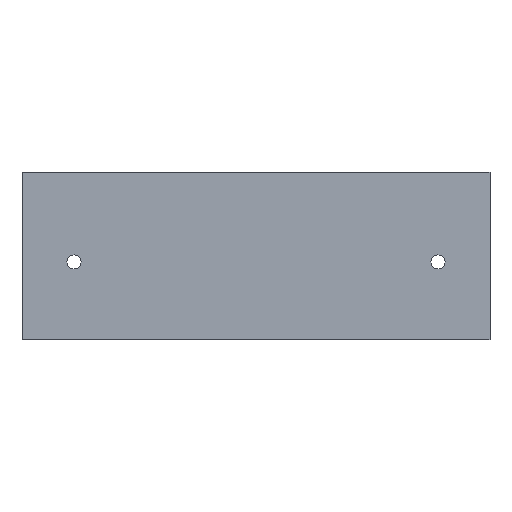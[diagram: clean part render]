
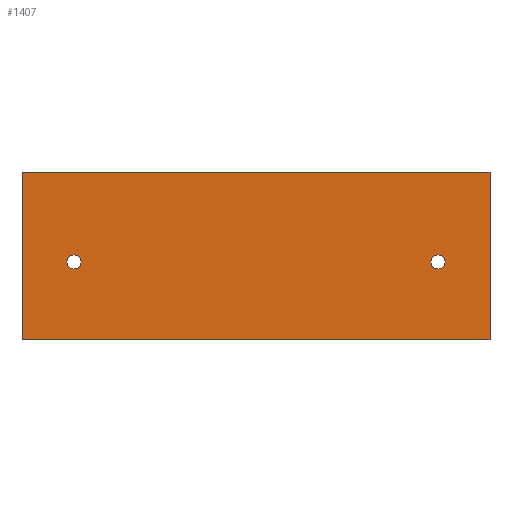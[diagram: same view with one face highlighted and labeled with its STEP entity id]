
A CAD part, front view. The second image highlights one B-rep face of the part: STEP entity #1407.
In plain terms, the highlighted planar face has unit normal (0, -1, 0).
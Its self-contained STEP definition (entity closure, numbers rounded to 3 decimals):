
#25=FACE_BOUND('',#246,.T.);
#26=FACE_BOUND('',#247,.T.);
#81=PLANE('',#1544);
#159=FACE_OUTER_BOUND('',#245,.T.);
#245=EDGE_LOOP('',(#1299,#1300,#1301,#1302));
#246=EDGE_LOOP('',(#1303));
#247=EDGE_LOOP('',(#1304));
#348=LINE('',#2208,#500);
#363=LINE('',#2236,#515);
#368=LINE('',#2247,#520);
#399=LINE('',#2337,#551);
#500=VECTOR('',#1799,10.);
#515=VECTOR('',#1822,10.);
#520=VECTOR('',#1831,10.);
#551=VECTOR('',#1934,10.);
#578=CIRCLE('',#1491,1.35);
#580=CIRCLE('',#1494,1.35);
#662=VERTEX_POINT('',#2154);
#664=VERTEX_POINT('',#2160);
#683=VERTEX_POINT('',#2205);
#684=VERTEX_POINT('',#2207);
#693=VERTEX_POINT('',#2234);
#697=VERTEX_POINT('',#2246);
#824=EDGE_CURVE('',#662,#662,#578,.T.);
#827=EDGE_CURVE('',#664,#664,#580,.T.);
#848=EDGE_CURVE('',#683,#684,#348,.T.);
#863=EDGE_CURVE('',#683,#693,#363,.T.);
#868=EDGE_CURVE('',#684,#697,#368,.T.);
#915=EDGE_CURVE('',#697,#693,#399,.T.);
#1299=ORIENTED_EDGE('',*,*,#868,.F.);
#1300=ORIENTED_EDGE('',*,*,#848,.F.);
#1301=ORIENTED_EDGE('',*,*,#863,.T.);
#1302=ORIENTED_EDGE('',*,*,#915,.F.);
#1303=ORIENTED_EDGE('',*,*,#824,.T.);
#1304=ORIENTED_EDGE('',*,*,#827,.T.);
#1407=ADVANCED_FACE('',(#159,#25,#26),#81,.T.);
#1491=AXIS2_PLACEMENT_3D('',#2156,#1760,#1761);
#1494=AXIS2_PLACEMENT_3D('',#2162,#1767,#1768);
#1544=AXIS2_PLACEMENT_3D('',#2341,#1940,#1941);
#1760=DIRECTION('center_axis',(0.,1.,0.));
#1761=DIRECTION('ref_axis',(-1.,0.,0.));
#1767=DIRECTION('center_axis',(0.,1.,0.));
#1768=DIRECTION('ref_axis',(-1.,0.,0.));
#1799=DIRECTION('',(-1.,0.,0.));
#1822=DIRECTION('',(0.,0.,1.));
#1831=DIRECTION('',(0.,0.,1.));
#1934=DIRECTION('',(1.,0.,0.));
#1940=DIRECTION('center_axis',(0.,-1.,0.));
#1941=DIRECTION('ref_axis',(-1.,0.,0.));
#2154=CARTESIAN_POINT('',(16.35,-8.,-11.));
#2156=CARTESIAN_POINT('Origin',(15.,-8.,-11.));
#2160=CARTESIAN_POINT('',(86.35,-8.,-11.));
#2162=CARTESIAN_POINT('Origin',(85.,-8.,-11.));
#2205=CARTESIAN_POINT('',(95.,-8.,-26.));
#2207=CARTESIAN_POINT('',(5.,-8.,-26.));
#2208=CARTESIAN_POINT('',(72.5,-8.,-26.));
#2234=CARTESIAN_POINT('',(95.,-8.,6.3));
#2236=CARTESIAN_POINT('',(95.,-8.,0.));
#2246=CARTESIAN_POINT('',(5.,-8.,6.3));
#2247=CARTESIAN_POINT('',(5.,-8.,0.));
#2337=CARTESIAN_POINT('',(27.5,-8.,6.3));
#2341=CARTESIAN_POINT('Origin',(95.,-8.,0.));
